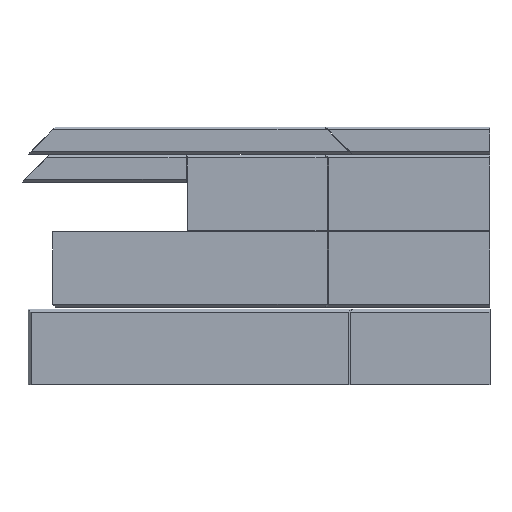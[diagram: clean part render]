
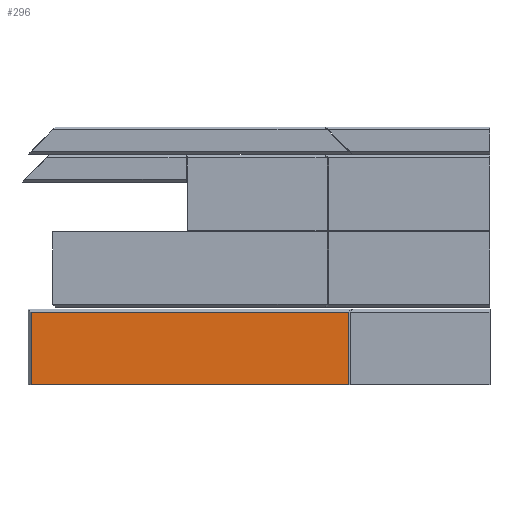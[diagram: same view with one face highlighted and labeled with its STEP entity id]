
A CAD part, front view. The second image highlights one B-rep face of the part: STEP entity #296.
In plain terms, the highlighted planar face has unit normal (0, -1, 0).
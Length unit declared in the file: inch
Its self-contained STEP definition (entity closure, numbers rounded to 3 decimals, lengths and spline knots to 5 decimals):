
#29 = CARTESIAN_POINT ( 'NONE',  ( 59.5, 30., 13.5 ) ) ;
#69 = FACE_OUTER_BOUND ( 'NONE', #1204, .T. ) ;
#197 = DIRECTION ( 'NONE',  ( 0., 0., 1. ) ) ;
#204 = LINE ( 'NONE', #2024, #1792 ) ;
#277 = LINE ( 'NONE', #654, #1125 ) ;
#296 = ADVANCED_FACE ( 'NONE', ( #69 ), #1023, .F. ) ;
#471 = VERTEX_POINT ( 'NONE', #1566 ) ;
#499 = ORIENTED_EDGE ( 'NONE', *, *, #1319, .F. ) ;
#504 = LINE ( 'NONE', #519, #1714 ) ;
#519 = CARTESIAN_POINT ( 'NONE',  ( 0., 30., 13.5 ) ) ;
#631 = DIRECTION ( 'NONE',  ( 0., 0., -1. ) ) ;
#632 = CARTESIAN_POINT ( 'NONE',  ( 0.5, 30., 13.5 ) ) ;
#654 = CARTESIAN_POINT ( 'NONE',  ( 60., 30., 0. ) ) ;
#756 = AXIS2_PLACEMENT_3D ( 'NONE', #1562, #2055, #197 ) ;
#845 = DIRECTION ( 'NONE',  ( -1., 0., 0. ) ) ;
#981 = CARTESIAN_POINT ( 'NONE',  ( 0.5, 30., 0. ) ) ;
#1023 = PLANE ( 'NONE',  #756 ) ;
#1119 = EDGE_CURVE ( 'NONE', #1259, #471, #1962, .T. ) ;
#1125 = VECTOR ( 'NONE', #2126, 39.37008 ) ;
#1204 = EDGE_LOOP ( 'NONE', ( #2018, #1526, #499, #1682 ) ) ;
#1259 = VERTEX_POINT ( 'NONE', #632 ) ;
#1319 = EDGE_CURVE ( 'NONE', #1828, #471, #277, .T. ) ;
#1335 = DIRECTION ( 'NONE',  ( 0., 0., 1. ) ) ;
#1526 = ORIENTED_EDGE ( 'NONE', *, *, #1119, .T. ) ;
#1562 = CARTESIAN_POINT ( 'NONE',  ( 0., 30., 0. ) ) ;
#1566 = CARTESIAN_POINT ( 'NONE',  ( 0.5, 30., 0. ) ) ;
#1596 = VERTEX_POINT ( 'NONE', #29 ) ;
#1641 = EDGE_CURVE ( 'NONE', #1828, #1596, #204, .T. ) ;
#1682 = ORIENTED_EDGE ( 'NONE', *, *, #1641, .T. ) ;
#1714 = VECTOR ( 'NONE', #845, 39.37008 ) ;
#1792 = VECTOR ( 'NONE', #1335, 39.37008 ) ;
#1828 = VERTEX_POINT ( 'NONE', #1894 ) ;
#1862 = EDGE_CURVE ( 'NONE', #1596, #1259, #504, .T. ) ;
#1894 = CARTESIAN_POINT ( 'NONE',  ( 59.5, 30., 0. ) ) ;
#1962 = LINE ( 'NONE', #981, #2084 ) ;
#2018 = ORIENTED_EDGE ( 'NONE', *, *, #1862, .T. ) ;
#2024 = CARTESIAN_POINT ( 'NONE',  ( 59.5, 30., 14. ) ) ;
#2055 = DIRECTION ( 'NONE',  ( 0., 1., 0. ) ) ;
#2084 = VECTOR ( 'NONE', #631, 39.37008 ) ;
#2126 = DIRECTION ( 'NONE',  ( -1., 0., 0. ) ) ;
